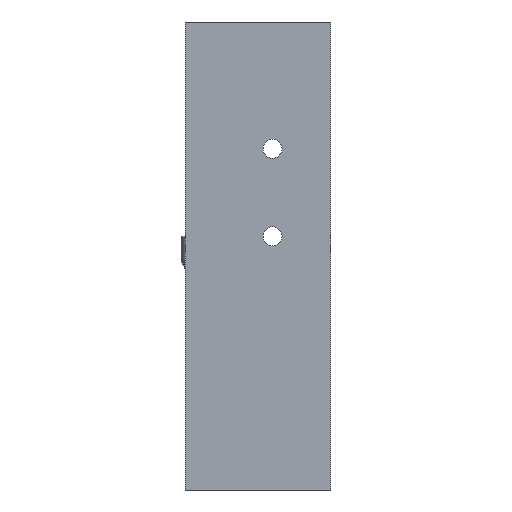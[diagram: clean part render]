
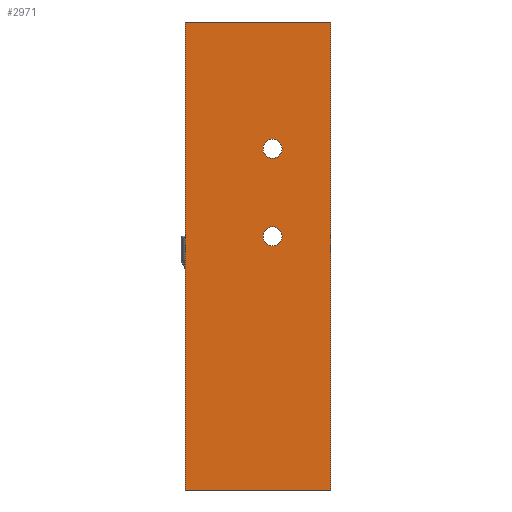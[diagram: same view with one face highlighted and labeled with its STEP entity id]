
A CAD part, front view. The second image highlights one B-rep face of the part: STEP entity #2971.
In plain terms, the highlighted planar face has unit normal (0, -1, 0).
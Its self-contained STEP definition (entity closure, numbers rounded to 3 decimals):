
#139=FACE_BOUND('',#1096,.T.);
#140=FACE_BOUND('',#1097,.T.);
#399=LINE('',#4958,#659);
#403=LINE('',#4969,#663);
#407=LINE('',#4978,#667);
#408=LINE('',#4979,#668);
#659=VECTOR('',#4090,10.);
#663=VECTOR('',#4098,10.);
#667=VECTOR('',#4106,10.);
#668=VECTOR('',#4107,10.);
#896=FACE_OUTER_BOUND('',#1095,.T.);
#1095=EDGE_LOOP('',(#2547,#2548,#2549,#2550));
#1096=EDGE_LOOP('',(#2551));
#1097=EDGE_LOOP('',(#2552));
#1242=CIRCLE('',#3291,3.25);
#1243=CIRCLE('',#3292,3.25);
#1475=VERTEX_POINT('',#4956);
#1476=VERTEX_POINT('',#4957);
#1480=VERTEX_POINT('',#4967);
#1481=VERTEX_POINT('',#4968);
#1485=VERTEX_POINT('',#4980);
#1486=VERTEX_POINT('',#4982);
#1846=EDGE_CURVE('',#1475,#1476,#399,.T.);
#1851=EDGE_CURVE('',#1480,#1481,#403,.T.);
#1856=EDGE_CURVE('',#1476,#1481,#407,.T.);
#1857=EDGE_CURVE('',#1475,#1480,#408,.T.);
#1858=EDGE_CURVE('',#1485,#1485,#1242,.T.);
#1859=EDGE_CURVE('',#1486,#1486,#1243,.T.);
#2547=ORIENTED_EDGE('',*,*,#1846,.T.);
#2548=ORIENTED_EDGE('',*,*,#1856,.T.);
#2549=ORIENTED_EDGE('',*,*,#1851,.F.);
#2550=ORIENTED_EDGE('',*,*,#1857,.F.);
#2551=ORIENTED_EDGE('',*,*,#1858,.T.);
#2552=ORIENTED_EDGE('',*,*,#1859,.T.);
#2795=PLANE('',#3290);
#2971=ADVANCED_FACE('',(#896,#139,#140),#2795,.T.);
#3290=AXIS2_PLACEMENT_3D('',#4977,#4104,#4105);
#3291=AXIS2_PLACEMENT_3D('',#4981,#4108,#4109);
#3292=AXIS2_PLACEMENT_3D('',#4983,#4110,#4111);
#4090=DIRECTION('',(1.,0.,0.));
#4098=DIRECTION('',(1.,0.,0.));
#4104=DIRECTION('center_axis',(0.,-1.,0.));
#4105=DIRECTION('ref_axis',(1.,0.,0.));
#4106=DIRECTION('',(0.,0.,1.));
#4107=DIRECTION('',(0.,0.,1.));
#4108=DIRECTION('center_axis',(0.,1.,0.));
#4109=DIRECTION('ref_axis',(1.,0.,0.));
#4110=DIRECTION('center_axis',(0.,1.,0.));
#4111=DIRECTION('ref_axis',(1.,0.,0.));
#4956=CARTESIAN_POINT('',(0.,0.,0.));
#4957=CARTESIAN_POINT('',(50.,0.,0.));
#4958=CARTESIAN_POINT('',(0.,0.,0.));
#4967=CARTESIAN_POINT('',(0.,0.,160.5));
#4968=CARTESIAN_POINT('',(50.,0.,160.5));
#4969=CARTESIAN_POINT('',(0.,0.,160.5));
#4977=CARTESIAN_POINT('Origin',(0.,0.,0.));
#4978=CARTESIAN_POINT('',(50.,0.,0.));
#4979=CARTESIAN_POINT('',(0.,0.,0.));
#4980=CARTESIAN_POINT('',(26.75,0.,117.));
#4981=CARTESIAN_POINT('Origin',(30.,0.,117.));
#4982=CARTESIAN_POINT('',(26.75,0.,87.));
#4983=CARTESIAN_POINT('Origin',(30.,0.,87.));
